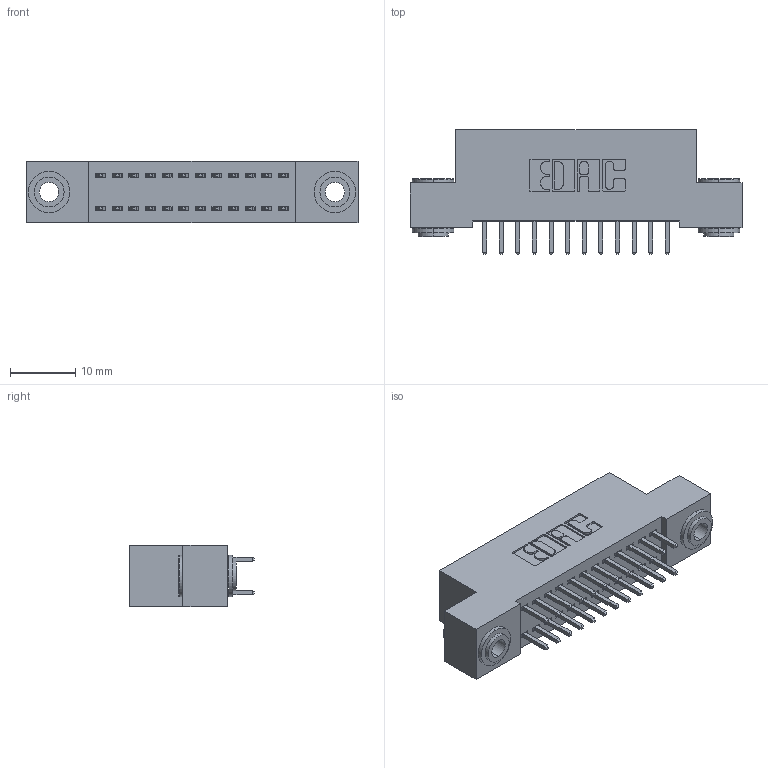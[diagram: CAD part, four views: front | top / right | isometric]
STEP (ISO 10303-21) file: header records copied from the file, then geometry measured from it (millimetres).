
FILE_DESCRIPTION (( 'STEP AP203' ), '1' );
FILE_NAME ('392-024-521-203.STEP', '2018-08-15T13:48:27', ( '' ), ( '' ), 'SwSTEP 2.0', 'SolidWorks 2016', '' );
FILE_SCHEMA (( 'CONFIG_CONTROL_DESIGN' ));
Length unit declared in the file: inch
Products named in the file (4): 392-024-521-203; 342 Part_.156 TH; 345-292-001_345-293-121; 342-250-002_345-250-002-102
Assembly tree (27 placements, depth 2):
  392-024-521-203
    342 Part_.156 TH
    345-292-001_345-293-121  x24
    342-250-002_345-250-002-102  x2
Bounding box: 50.8 x 19.06 x 9.4 mm (x, y, z)
Volume: 4435.4 mm3; surface area: 6628.3 mm2
Topology: 27 solids, 27 shells, 1396 faces, 4095 edges, 2694 vertices
Faces by surface type: plane 940, cylinder 448, cone 8
Entity records: 12136 total; most frequent: CARTESIAN_POINT 2021, ORIENTED_EDGE 1950, DIRECTION 1813, EDGE_CURVE 975, VECTOR 823, LINE 823, VERTEX_POINT 646, AXIS2_PLACEMENT_3D 495
